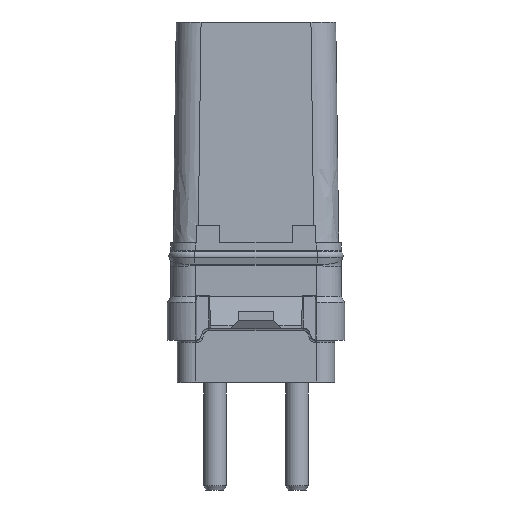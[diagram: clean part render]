
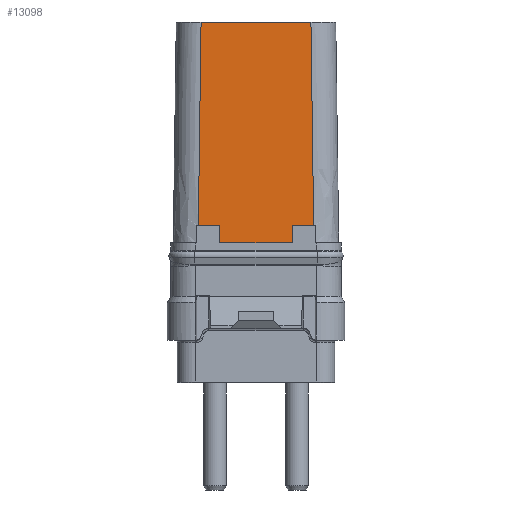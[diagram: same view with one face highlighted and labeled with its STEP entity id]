
A CAD part, front view. The second image highlights one B-rep face of the part: STEP entity #13098.
In plain terms, the highlighted planar face has unit normal (0, -1, 0.013).
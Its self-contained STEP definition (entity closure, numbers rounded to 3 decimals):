
#72=CARTESIAN_POINT('',(-4.881,-5.981,1.45));
#102=DIRECTION('',(-0.013,0.013,1.));
#103=VECTOR('',#102,17.233);
#104=CARTESIAN_POINT('',(4.881,-5.981,1.45));
#105=LINE('',#104,#103);
#117=DIRECTION('',(1.,0.,0.));
#118=VECTOR('',#117,1.831);
#119=CARTESIAN_POINT('',(-4.881,-5.981,1.45));
#120=LINE('',#119,#118);
#121=DIRECTION('',(0.013,0.013,1.));
#122=VECTOR('',#121,17.233);
#123=CARTESIAN_POINT('',(-4.881,-5.981,1.45));
#124=LINE('',#123,#122);
#125=DIRECTION('',(-1.,0.,0.));
#126=VECTOR('',#125,1.831);
#127=CARTESIAN_POINT('',(4.881,-5.981,1.45));
#128=LINE('',#127,#126);
#129=DIRECTION('',(0.,0.013,1.));
#130=VECTOR('',#129,1.45);
#131=CARTESIAN_POINT('',(3.05,-6.,0.));
#132=LINE('',#131,#130);
#133=DIRECTION('',(0.,0.013,1.));
#134=VECTOR('',#133,1.45);
#135=CARTESIAN_POINT('',(-3.05,-6.,0.));
#136=LINE('',#135,#134);
#149=DIRECTION('',(1.,0.,0.));
#150=VECTOR('',#149,6.1);
#151=CARTESIAN_POINT('',(-3.05,-6.,0.));
#152=LINE('',#151,#150);
#4190=DIRECTION('',(1.,0.,0.));
#4191=VECTOR('',#4190,9.3);
#4192=CARTESIAN_POINT('',(-4.65,-5.75,18.68));
#4193=LINE('',#4192,#4191);
#10155=CARTESIAN_POINT('',(-4.65,-5.75,18.68));
#10156=VERTEX_POINT('',#10155);
#10157=CARTESIAN_POINT('',(4.65,-5.75,18.68));
#10158=VERTEX_POINT('',#10157);
#10200=CARTESIAN_POINT('',(3.05,-6.,0.));
#10202=VERTEX_POINT('',#10200);
#10207=CARTESIAN_POINT('',(3.05,-5.981,1.45));
#10208=VERTEX_POINT('',#10207);
#10209=CARTESIAN_POINT('',(4.881,-5.981,1.45));
#10210=VERTEX_POINT('',#10209);
#10221=CARTESIAN_POINT('',(-3.05,-6.,0.));
#10223=VERTEX_POINT('',#10221);
#10225=VERTEX_POINT('',#72);
#10226=CARTESIAN_POINT('',(-3.05,-5.981,1.45));
#10227=VERTEX_POINT('',#10226);
#13078=CARTESIAN_POINT('',(0.,-5.875,9.34));
#13079=DIRECTION('',(0.,-1.,0.013));
#13080=DIRECTION('',(1.,0.,0.));
#13081=AXIS2_PLACEMENT_3D('',#13078,#13079,#13080);
#13082=PLANE('',#13081);
#13084=ORIENTED_EDGE('',*,*,#13083,.F.);
#13085=ORIENTED_EDGE('',*,*,#12846,.T.);
#13087=ORIENTED_EDGE('',*,*,#13086,.T.);
#13088=ORIENTED_EDGE('',*,*,#13050,.F.);
#13089=ORIENTED_EDGE('',*,*,#13066,.T.);
#13091=ORIENTED_EDGE('',*,*,#13090,.F.);
#13093=ORIENTED_EDGE('',*,*,#13092,.F.);
#13095=ORIENTED_EDGE('',*,*,#13094,.T.);
#13096=EDGE_LOOP('',(#13084,#13085,#13087,#13088,#13089,#13091,#13093,#13095));
#13097=FACE_OUTER_BOUND('',#13096,.F.);
#13098=ADVANCED_FACE('',(#13097),#13082,.T.);
#12846=EDGE_CURVE('',#10225,#10156,#124,.T.);
#13050=EDGE_CURVE('',#10210,#10158,#105,.T.);
#13066=EDGE_CURVE('',#10210,#10208,#128,.T.);
#13083=EDGE_CURVE('',#10225,#10227,#120,.T.);
#13086=EDGE_CURVE('',#10156,#10158,#4193,.T.);
#13090=EDGE_CURVE('',#10202,#10208,#132,.T.);
#13092=EDGE_CURVE('',#10223,#10202,#152,.T.);
#13094=EDGE_CURVE('',#10223,#10227,#136,.T.);
